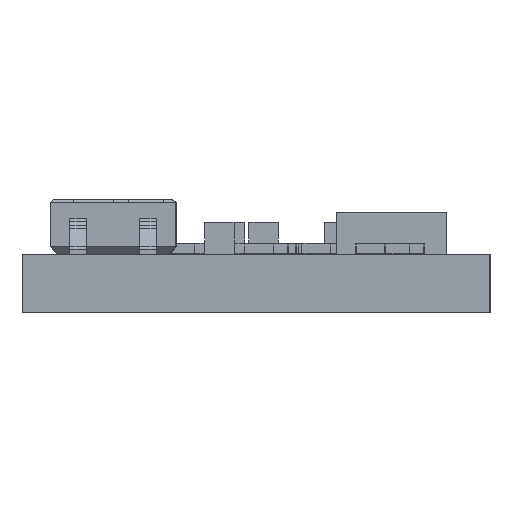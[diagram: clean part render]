
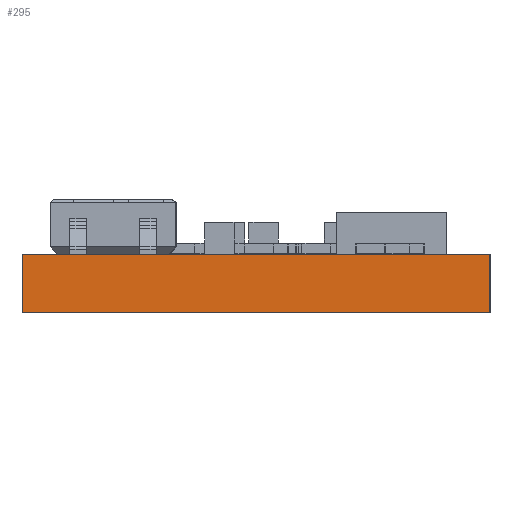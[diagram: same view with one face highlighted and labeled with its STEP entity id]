
A CAD part, left-side view. The second image highlights one B-rep face of the part: STEP entity #295.
In plain terms, the highlighted planar face has unit normal (-1, 0, 0).
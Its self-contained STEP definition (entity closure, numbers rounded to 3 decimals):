
#197 = EDGE_CURVE('',#198,#200,#202,.T.);
#198 = VERTEX_POINT('',#199);
#199 = CARTESIAN_POINT('',(0.,0.,0.));
#200 = VERTEX_POINT('',#201);
#201 = CARTESIAN_POINT('',(0.,0.,1.591));
#202 = LINE('',#203,#204);
#203 = CARTESIAN_POINT('',(0.,0.,0.));
#204 = VECTOR('',#205,1.);
#205 = DIRECTION('',(0.,0.,1.));
#270 = VERTEX_POINT('',#271);
#271 = CARTESIAN_POINT('',(0.,-12.7,1.591));
#277 = EDGE_CURVE('',#278,#270,#280,.T.);
#278 = VERTEX_POINT('',#279);
#279 = CARTESIAN_POINT('',(0.,-12.7,0.));
#280 = LINE('',#281,#282);
#281 = CARTESIAN_POINT('',(0.,-12.7,0.));
#282 = VECTOR('',#283,1.);
#283 = DIRECTION('',(0.,0.,1.));
#295 = ADVANCED_FACE('',(#296),#312,.T.);
#296 = FACE_BOUND('',#297,.T.);
#297 = EDGE_LOOP('',(#298,#299,#305,#306));
#298 = ORIENTED_EDGE('',*,*,#277,.T.);
#299 = ORIENTED_EDGE('',*,*,#300,.T.);
#300 = EDGE_CURVE('',#270,#200,#301,.T.);
#301 = LINE('',#302,#303);
#302 = CARTESIAN_POINT('',(0.,-12.7,1.591));
#303 = VECTOR('',#304,1.);
#304 = DIRECTION('',(0.,1.,0.));
#305 = ORIENTED_EDGE('',*,*,#197,.F.);
#306 = ORIENTED_EDGE('',*,*,#307,.F.);
#307 = EDGE_CURVE('',#278,#198,#308,.T.);
#308 = LINE('',#309,#310);
#309 = CARTESIAN_POINT('',(0.,-12.7,0.));
#310 = VECTOR('',#311,1.);
#311 = DIRECTION('',(0.,1.,0.));
#312 = PLANE('',#313);
#313 = AXIS2_PLACEMENT_3D('',#314,#315,#316);
#314 = CARTESIAN_POINT('',(0.,-12.7,0.));
#315 = DIRECTION('',(-1.,0.,0.));
#316 = DIRECTION('',(0.,1.,0.));
